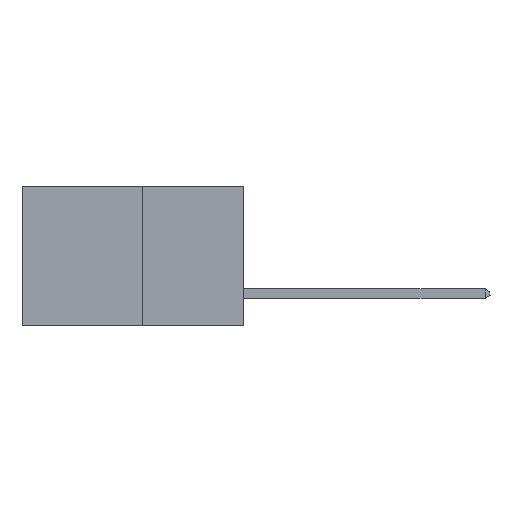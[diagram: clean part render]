
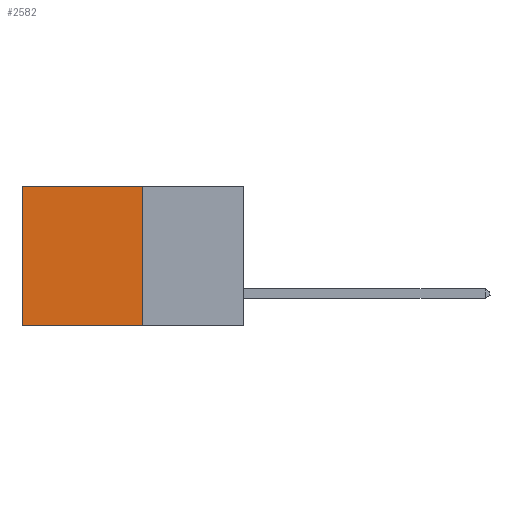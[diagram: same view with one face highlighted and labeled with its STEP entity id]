
A CAD part, left-side view. The second image highlights one B-rep face of the part: STEP entity #2582.
In plain terms, the highlighted planar face has unit normal (-1, 0, 0).
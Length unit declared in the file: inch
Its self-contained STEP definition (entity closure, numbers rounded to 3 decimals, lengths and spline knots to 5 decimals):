
#106 = CARTESIAN_POINT ( 'NONE',  ( 0.277, 0.27, 0. ) ) ;
#343 = LINE ( 'NONE', #5161, #9630 ) ;
#676 = FACE_OUTER_BOUND ( 'NONE', #6510, .T. ) ;
#1067 = DIRECTION ( 'NONE',  ( 0., 1., 0. ) ) ;
#1115 = CARTESIAN_POINT ( 'NONE',  ( 0.277, 0.59, -0.37 ) ) ;
#1464 = DIRECTION ( 'NONE',  ( 0., 1., 0. ) ) ;
#1499 = CARTESIAN_POINT ( 'NONE',  ( 0.277, 0.27, -0.37 ) ) ;
#2171 = EDGE_CURVE ( 'NONE', #2771, #3186, #2606, .T. ) ;
#2582 = ADVANCED_FACE ( 'NONE', ( #676 ), #11181, .F. ) ;
#2606 = LINE ( 'NONE', #1115, #3180 ) ;
#2770 = DIRECTION ( 'NONE',  ( 0., 0., -1. ) ) ;
#2771 = VERTEX_POINT ( 'NONE', #8665 ) ;
#2803 = CARTESIAN_POINT ( 'NONE',  ( 0.277, 0.59, -0.37 ) ) ;
#2804 = DIRECTION ( 'NONE',  ( 0., 0., -1. ) ) ;
#2875 = VERTEX_POINT ( 'NONE', #10212 ) ;
#3180 = VECTOR ( 'NONE', #2804, 39.37008 ) ;
#3186 = VERTEX_POINT ( 'NONE', #2803 ) ;
#4107 = EDGE_CURVE ( 'NONE', #2875, #6504, #343, .T. ) ;
#4362 = LINE ( 'NONE', #1499, #11066 ) ;
#5088 = CARTESIAN_POINT ( 'NONE',  ( 0.277, 0.27, -0.37 ) ) ;
#5161 = CARTESIAN_POINT ( 'NONE',  ( 0.277, 0.27, -0.37 ) ) ;
#6504 = VERTEX_POINT ( 'NONE', #8545 ) ;
#6510 = EDGE_LOOP ( 'NONE', ( #7311, #7408, #7342, #7364 ) ) ;
#7163 = LINE ( 'NONE', #106, #9242 ) ;
#7311 = ORIENTED_EDGE ( 'NONE', *, *, #2171, .T. ) ;
#7342 = ORIENTED_EDGE ( 'NONE', *, *, #4107, .F. ) ;
#7364 = ORIENTED_EDGE ( 'NONE', *, *, #10902, .T. ) ;
#7398 = AXIS2_PLACEMENT_3D ( 'NONE', #5088, #11010, #11029 ) ;
#7408 = ORIENTED_EDGE ( 'NONE', *, *, #8615, .F. ) ;
#8545 = CARTESIAN_POINT ( 'NONE',  ( 0.277, 0.27, -0.37 ) ) ;
#8615 = EDGE_CURVE ( 'NONE', #6504, #3186, #4362, .T. ) ;
#8665 = CARTESIAN_POINT ( 'NONE',  ( 0.277, 0.59, 0. ) ) ;
#9242 = VECTOR ( 'NONE', #1067, 39.37008 ) ;
#9630 = VECTOR ( 'NONE', #2770, 39.37008 ) ;
#10212 = CARTESIAN_POINT ( 'NONE',  ( 0.277, 0.27, 0. ) ) ;
#10902 = EDGE_CURVE ( 'NONE', #2875, #2771, #7163, .T. ) ;
#11010 = DIRECTION ( 'NONE',  ( 1., 0., 0. ) ) ;
#11029 = DIRECTION ( 'NONE',  ( 0., 0., -1. ) ) ;
#11066 = VECTOR ( 'NONE', #1464, 39.37008 ) ;
#11181 = PLANE ( 'NONE',  #7398 ) ;
